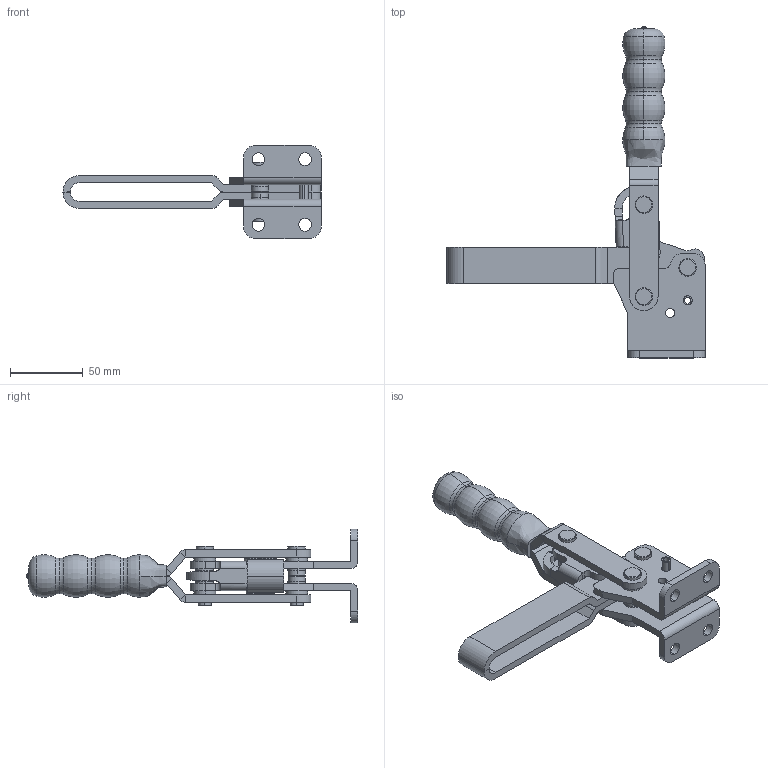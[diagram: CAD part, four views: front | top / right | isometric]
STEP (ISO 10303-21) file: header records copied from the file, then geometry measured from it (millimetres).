
FILE_DESCRIPTION (( 'STEP AP214' ), '1' );
FILE_NAME ('GH-14502-B.STEP', '2018-01-25T01:54:19', ( 'D2' ), ( '' ), 'SwSTEP 2.0', 'SolidWorks 2016', '' );
FILE_SCHEMA (( 'AUTOMOTIVE_DESIGN' ));
Length unit declared in the file: millimetre
Products named in the file (15): 5406040; 4210240; GH-14502-B 連接片; 4114541; 4114535; GH-14502-B 手把組合; 8202996; GH-14502-B 手把; 零件10; 鏡射GH-14502-B 左底座; GH-14502-B 左底座; GH-14502-B 壓把組合; 鏡射GH-14502-B 左壓把; GH-14502-B 左壓把; GH-14502-B
Assembly tree (19 placements, depth 3):
  零件10
  GH-14502-B
    GH-14502-B 壓把組合
      GH-14502-B 左壓把
      鏡射GH-14502-B 左壓把
    GH-14502-B 左底座
    鏡射GH-14502-B 左底座
    GH-14502-B 手把組合
      GH-14502-B 手把  x2
      8202996
    4114535  x4
    4114541  x2
    GH-14502-B 連接片
    4210240  x2
    5406040
Bounding box: 177 x 227.5 x 64 mm (x, y, z)
Volume: 166760.3 mm3; surface area: 95898.1 mm2
Topology: 17 solids, 17 shells, 425 faces, 994 edges, 616 vertices
Faces by surface type: cylinder 169, plane 140, torus 50, cone 46, bspline 18, sphere 2
Entity records: 30206 total; most frequent: CARTESIAN_POINT 21846, DIRECTION 1752, ORIENTED_EDGE 1560, EDGE_CURVE 780, AXIS2_PLACEMENT_3D 705, VERTEX_POINT 490, CIRCLE 380, EDGE_LOOP 372
